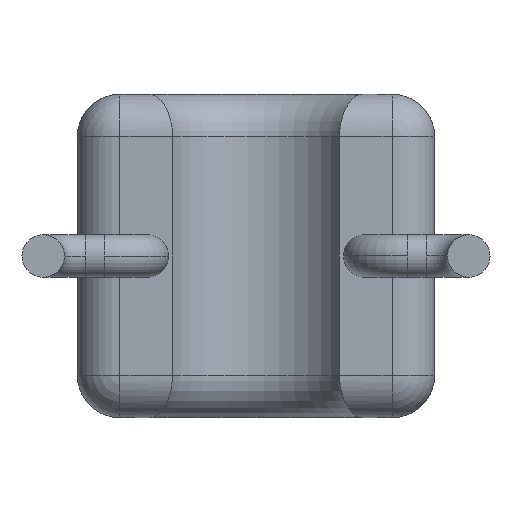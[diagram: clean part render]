
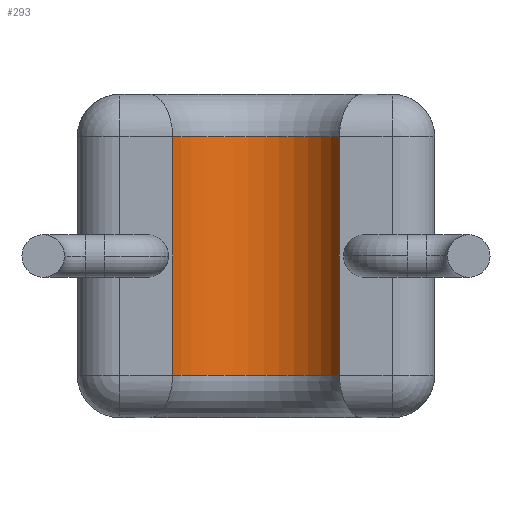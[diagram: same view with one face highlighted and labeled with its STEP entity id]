
A CAD part, front view. The second image highlights one B-rep face of the part: STEP entity #293.
In plain terms, the highlighted cylindrical face has radius 1.1 mm (diameter 2.2 mm), a partial arc.
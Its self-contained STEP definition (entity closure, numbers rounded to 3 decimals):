
#9 = VERTEX_POINT ( 'NONE', #1114 ) ;
#11 = CARTESIAN_POINT ( 'NONE',  ( 0.98, -1.6, 3.3 ) ) ;
#48 = ORIENTED_EDGE ( 'NONE', *, *, #503, .T. ) ;
#108 = EDGE_CURVE ( 'NONE', #651, #1922, #829, .T. ) ;
#293 = ADVANCED_FACE ( 'NONE', ( #1062 ), #1238, .F. ) ;
#330 = CIRCLE ( 'NONE', #1167, 1.1 ) ;
#340 = EDGE_LOOP ( 'NONE', ( #510, #1166, #1239, #48 ) ) ;
#416 = CARTESIAN_POINT ( 'NONE',  ( 0., -2.1, 3.3 ) ) ;
#428 = DIRECTION ( 'NONE',  ( -1., 0., 0. ) ) ;
#442 = CARTESIAN_POINT ( 'NONE',  ( -0.98, -1.6, 0. ) ) ;
#502 = CARTESIAN_POINT ( 'NONE',  ( 0., -2.1, 0. ) ) ;
#503 = EDGE_CURVE ( 'NONE', #651, #9, #330, .T. ) ;
#510 = ORIENTED_EDGE ( 'NONE', *, *, #1648, .F. ) ;
#523 = CARTESIAN_POINT ( 'NONE',  ( 0.98, -1.6, 0. ) ) ;
#586 = LINE ( 'NONE', #442, #1216 ) ;
#605 = EDGE_CURVE ( 'NONE', #881, #1922, #957, .T. ) ;
#651 = VERTEX_POINT ( 'NONE', #11 ) ;
#821 = VECTOR ( 'NONE', #1728, 1000. ) ;
#829 = LINE ( 'NONE', #523, #821 ) ;
#881 = VERTEX_POINT ( 'NONE', #1793 ) ;
#939 = DIRECTION ( 'NONE',  ( 0., 0., 1. ) ) ;
#957 = CIRCLE ( 'NONE', #1024, 1.1 ) ;
#1024 = AXIS2_PLACEMENT_3D ( 'NONE', #1633, #1143, #428 ) ;
#1031 = DIRECTION ( 'NONE',  ( 0., 0., 1. ) ) ;
#1062 = FACE_OUTER_BOUND ( 'NONE', #340, .T. ) ;
#1114 = CARTESIAN_POINT ( 'NONE',  ( -0.98, -1.6, 3.3 ) ) ;
#1143 = DIRECTION ( 'NONE',  ( 0., 0., -1. ) ) ;
#1166 = ORIENTED_EDGE ( 'NONE', *, *, #605, .T. ) ;
#1167 = AXIS2_PLACEMENT_3D ( 'NONE', #416, #1610, #1893 ) ;
#1216 = VECTOR ( 'NONE', #1031, 1000. ) ;
#1238 = CYLINDRICAL_SURFACE ( 'NONE', #1905, 1.1 ) ;
#1239 = ORIENTED_EDGE ( 'NONE', *, *, #108, .F. ) ;
#1434 = CARTESIAN_POINT ( 'NONE',  ( 0.98, -1.6, 0.5 ) ) ;
#1610 = DIRECTION ( 'NONE',  ( 0., 0., 1. ) ) ;
#1633 = CARTESIAN_POINT ( 'NONE',  ( 0., -2.1, 0.5 ) ) ;
#1648 = EDGE_CURVE ( 'NONE', #881, #9, #586, .T. ) ;
#1658 = DIRECTION ( 'NONE',  ( 1., 0., 0. ) ) ;
#1728 = DIRECTION ( 'NONE',  ( 0., 0., -1. ) ) ;
#1793 = CARTESIAN_POINT ( 'NONE',  ( -0.98, -1.6, 0.5 ) ) ;
#1893 = DIRECTION ( 'NONE',  ( -1., 0., 0. ) ) ;
#1905 = AXIS2_PLACEMENT_3D ( 'NONE', #502, #939, #1658 ) ;
#1922 = VERTEX_POINT ( 'NONE', #1434 ) ;
